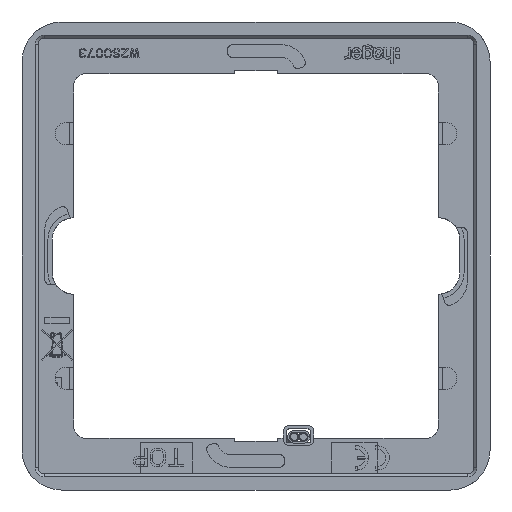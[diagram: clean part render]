
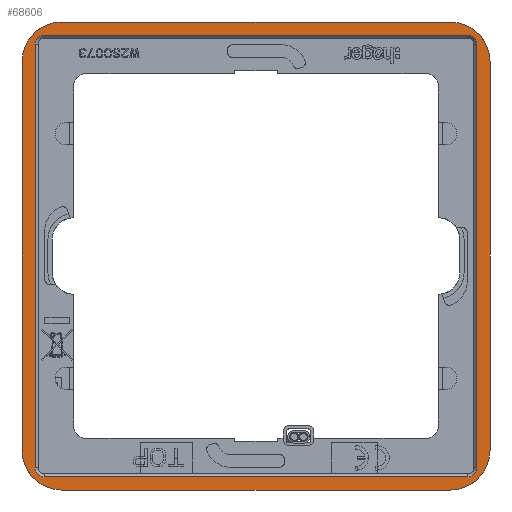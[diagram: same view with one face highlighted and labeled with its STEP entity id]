
A CAD part, front view. The second image highlights one B-rep face of the part: STEP entity #68606.
In plain terms, the highlighted planar face has unit normal (0, -1, 0).
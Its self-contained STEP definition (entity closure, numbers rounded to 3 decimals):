
#43496=CARTESIAN_POINT('',(-38.242,0.,31.746));
#43497=CARTESIAN_POINT('',(-38.242,0.,32.313));
#43498=CARTESIAN_POINT('',(-38.093,0.,33.447));
#43499=CARTESIAN_POINT('',(-37.437,0.,35.032));
#43500=CARTESIAN_POINT('',(-36.393,0.,36.393));
#43501=CARTESIAN_POINT('',(-35.032,0.,37.437));
#43502=CARTESIAN_POINT('',(-33.447,0.,38.093));
#43503=CARTESIAN_POINT('',(-32.313,0.,38.242));
#43504=CARTESIAN_POINT('',(-31.746,0.,38.242));
#43509=DIRECTION('',(1.,0.,0.));
#43510=VECTOR('',#43509,63.492);
#43511=CARTESIAN_POINT('',(-31.746,0.,38.242));
#43512=LINE('',#43511,#43510);
#43516=CARTESIAN_POINT('',(31.746,0.,38.242));
#43517=CARTESIAN_POINT('',(32.313,0.,38.242));
#43518=CARTESIAN_POINT('',(33.447,0.,38.093));
#43519=CARTESIAN_POINT('',(35.032,0.,37.437));
#43520=CARTESIAN_POINT('',(36.393,0.,36.393));
#43521=CARTESIAN_POINT('',(37.437,0.,35.032));
#43522=CARTESIAN_POINT('',(38.093,0.,33.447));
#43523=CARTESIAN_POINT('',(38.242,0.,32.313));
#43524=CARTESIAN_POINT('',(38.242,0.,31.746));
#43529=DIRECTION('',(0.,0.,-1.));
#43530=VECTOR('',#43529,63.492);
#43531=CARTESIAN_POINT('',(38.242,0.,31.746));
#43532=LINE('',#43531,#43530);
#43536=CARTESIAN_POINT('',(38.242,0.,-31.746));
#43537=CARTESIAN_POINT('',(38.242,0.,-32.313));
#43538=CARTESIAN_POINT('',(38.093,0.,-33.447));
#43539=CARTESIAN_POINT('',(37.437,0.,-35.032));
#43540=CARTESIAN_POINT('',(36.393,0.,-36.393));
#43541=CARTESIAN_POINT('',(35.032,0.,-37.437));
#43542=CARTESIAN_POINT('',(33.447,0.,-38.093));
#43543=CARTESIAN_POINT('',(32.313,0.,-38.242));
#43544=CARTESIAN_POINT('',(31.746,0.,-38.242));
#43549=DIRECTION('',(-1.,0.,0.));
#43550=VECTOR('',#43549,63.492);
#43551=CARTESIAN_POINT('',(31.746,0.,-38.242));
#43552=LINE('',#43551,#43550);
#43556=CARTESIAN_POINT('',(-31.746,0.,-38.242));
#43557=CARTESIAN_POINT('',(-32.313,0.,-38.242));
#43558=CARTESIAN_POINT('',(-33.447,0.,-38.093));
#43559=CARTESIAN_POINT('',(-35.032,0.,-37.437));
#43560=CARTESIAN_POINT('',(-36.393,0.,-36.393));
#43561=CARTESIAN_POINT('',(-37.437,0.,-35.032));
#43562=CARTESIAN_POINT('',(-38.093,0.,-33.447));
#43563=CARTESIAN_POINT('',(-38.242,0.,-32.313));
#43564=CARTESIAN_POINT('',(-38.242,0.,-31.746));
#43569=DIRECTION('',(0.,0.,1.));
#43570=VECTOR('',#43569,63.492);
#43571=CARTESIAN_POINT('',(-38.242,0.,-31.746));
#43572=LINE('',#43571,#43570);
#43576=CARTESIAN_POINT('',(-34.6,0.,34.6));
#43577=DIRECTION('',(0.,1.,0.));
#43578=DIRECTION('',(-1.,0.,0.));
#43579=AXIS2_PLACEMENT_3D('',#43576,#43577,#43578);
#43584=DIRECTION('',(0.,0.,1.));
#43585=VECTOR('',#43584,69.2);
#43586=CARTESIAN_POINT('',(-36.1,0.,-34.6));
#43587=LINE('',#43586,#43585);
#43591=CARTESIAN_POINT('',(-34.6,0.,-34.6));
#43592=DIRECTION('',(0.,1.,0.));
#43593=DIRECTION('',(0.,0.,-1.));
#43594=AXIS2_PLACEMENT_3D('',#43591,#43592,#43593);
#43599=DIRECTION('',(-1.,0.,0.));
#43600=VECTOR('',#43599,69.2);
#43601=CARTESIAN_POINT('',(34.6,0.,-36.1));
#43602=LINE('',#43601,#43600);
#43606=CARTESIAN_POINT('',(34.6,0.,-34.6));
#43607=DIRECTION('',(0.,1.,0.));
#43608=DIRECTION('',(1.,0.,0.));
#43609=AXIS2_PLACEMENT_3D('',#43606,#43607,#43608);
#43614=DIRECTION('',(0.,0.,-1.));
#43615=VECTOR('',#43614,69.2);
#43616=CARTESIAN_POINT('',(36.1,0.,34.6));
#43617=LINE('',#43616,#43615);
#43621=CARTESIAN_POINT('',(34.6,0.,34.6));
#43622=DIRECTION('',(0.,1.,0.));
#43623=DIRECTION('',(0.,0.,1.));
#43624=AXIS2_PLACEMENT_3D('',#43621,#43622,#43623);
#43629=DIRECTION('',(1.,0.,0.));
#43630=VECTOR('',#43629,69.2);
#43631=CARTESIAN_POINT('',(-34.6,0.,36.1));
#43632=LINE('',#43631,#43630);
#67421=VERTEX_POINT('',#43496);
#67422=VERTEX_POINT('',#43504);
#67423=CARTESIAN_POINT('',(31.746,0.,38.242));
#67424=VERTEX_POINT('',#67423);
#67425=VERTEX_POINT('',#43524);
#67426=CARTESIAN_POINT('',(38.242,0.,-31.746));
#67427=VERTEX_POINT('',#67426);
#67428=VERTEX_POINT('',#43544);
#67429=CARTESIAN_POINT('',(-31.746,0.,-38.242));
#67430=VERTEX_POINT('',#67429);
#67431=VERTEX_POINT('',#43564);
#67566=CARTESIAN_POINT('',(-36.1,0.,34.6));
#67567=CARTESIAN_POINT('',(-34.6,0.,36.1));
#67568=VERTEX_POINT('',#67566);
#67569=VERTEX_POINT('',#67567);
#67574=CARTESIAN_POINT('',(34.6,0.,36.1));
#67575=VERTEX_POINT('',#67574);
#67578=CARTESIAN_POINT('',(36.1,0.,34.6));
#67579=VERTEX_POINT('',#67578);
#67582=CARTESIAN_POINT('',(36.1,0.,-34.6));
#67583=VERTEX_POINT('',#67582);
#67586=CARTESIAN_POINT('',(34.6,0.,-36.1));
#67587=VERTEX_POINT('',#67586);
#67590=CARTESIAN_POINT('',(-34.6,0.,-36.1));
#67591=VERTEX_POINT('',#67590);
#67594=CARTESIAN_POINT('',(-36.1,0.,-34.6));
#67595=VERTEX_POINT('',#67594);
#68565=CARTESIAN_POINT('',(0.,0.,0.));
#68566=DIRECTION('',(0.,1.,0.));
#68567=DIRECTION('',(0.,0.,-1.));
#68568=AXIS2_PLACEMENT_3D('',#68565,#68566,#68567);
#68569=PLANE('',#68568);
#68571=ORIENTED_EDGE('',*,*,#68570,.T.);
#68573=ORIENTED_EDGE('',*,*,#68572,.T.);
#68575=ORIENTED_EDGE('',*,*,#68574,.T.);
#68577=ORIENTED_EDGE('',*,*,#68576,.T.);
#68579=ORIENTED_EDGE('',*,*,#68578,.T.);
#68581=ORIENTED_EDGE('',*,*,#68580,.T.);
#68583=ORIENTED_EDGE('',*,*,#68582,.T.);
#68585=ORIENTED_EDGE('',*,*,#68584,.T.);
#68586=EDGE_LOOP('',(#68571,#68573,#68575,#68577,#68579,#68581,#68583,#68585));
#68587=FACE_OUTER_BOUND('',#68586,.F.);
#68589=ORIENTED_EDGE('',*,*,#68588,.F.);
#68591=ORIENTED_EDGE('',*,*,#68590,.F.);
#68593=ORIENTED_EDGE('',*,*,#68592,.F.);
#68595=ORIENTED_EDGE('',*,*,#68594,.F.);
#68597=ORIENTED_EDGE('',*,*,#68596,.F.);
#68599=ORIENTED_EDGE('',*,*,#68598,.F.);
#68601=ORIENTED_EDGE('',*,*,#68600,.F.);
#68603=ORIENTED_EDGE('',*,*,#68602,.F.);
#68604=EDGE_LOOP('',(#68589,#68591,#68593,#68595,#68597,#68599,#68601,#68603));
#68605=FACE_BOUND('',#68604,.F.);
#43505=B_SPLINE_CURVE_WITH_KNOTS('',3,(#43496,#43497,#43498,#43499,#43500,
#43501,#43502,#43503,#43504),.UNSPECIFIED.,.F.,.F.,(4,1,1,1,1,1,4),(0.,
0.167,0.333,0.5,0.667,0.833,
1.),.UNSPECIFIED.);
#43525=B_SPLINE_CURVE_WITH_KNOTS('',3,(#43516,#43517,#43518,#43519,#43520,
#43521,#43522,#43523,#43524),.UNSPECIFIED.,.F.,.F.,(4,1,1,1,1,1,4),(0.,
0.167,0.333,0.5,0.667,0.833,
1.),.UNSPECIFIED.);
#43545=B_SPLINE_CURVE_WITH_KNOTS('',3,(#43536,#43537,#43538,#43539,#43540,
#43541,#43542,#43543,#43544),.UNSPECIFIED.,.F.,.F.,(4,1,1,1,1,1,4),(0.,
0.167,0.333,0.5,0.667,0.833,
1.),.UNSPECIFIED.);
#43565=B_SPLINE_CURVE_WITH_KNOTS('',3,(#43556,#43557,#43558,#43559,#43560,
#43561,#43562,#43563,#43564),.UNSPECIFIED.,.F.,.F.,(4,1,1,1,1,1,4),(0.,
0.167,0.333,0.5,0.667,0.833,
1.),.UNSPECIFIED.);
#43580=CIRCLE('',#43579,1.5);
#43595=CIRCLE('',#43594,1.5);
#43610=CIRCLE('',#43609,1.5);
#43625=CIRCLE('',#43624,1.5);
#68570=EDGE_CURVE('',#67421,#67422,#43505,.T.);
#68572=EDGE_CURVE('',#67422,#67424,#43512,.T.);
#68574=EDGE_CURVE('',#67424,#67425,#43525,.T.);
#68576=EDGE_CURVE('',#67425,#67427,#43532,.T.);
#68578=EDGE_CURVE('',#67427,#67428,#43545,.T.);
#68580=EDGE_CURVE('',#67428,#67430,#43552,.T.);
#68582=EDGE_CURVE('',#67430,#67431,#43565,.T.);
#68584=EDGE_CURVE('',#67431,#67421,#43572,.T.);
#68588=EDGE_CURVE('',#67568,#67569,#43580,.T.);
#68590=EDGE_CURVE('',#67595,#67568,#43587,.T.);
#68592=EDGE_CURVE('',#67591,#67595,#43595,.T.);
#68594=EDGE_CURVE('',#67587,#67591,#43602,.T.);
#68596=EDGE_CURVE('',#67583,#67587,#43610,.T.);
#68598=EDGE_CURVE('',#67579,#67583,#43617,.T.);
#68600=EDGE_CURVE('',#67575,#67579,#43625,.T.);
#68602=EDGE_CURVE('',#67569,#67575,#43632,.T.);
#68606=ADVANCED_FACE('',(#68587,#68605),#68569,.F.);
